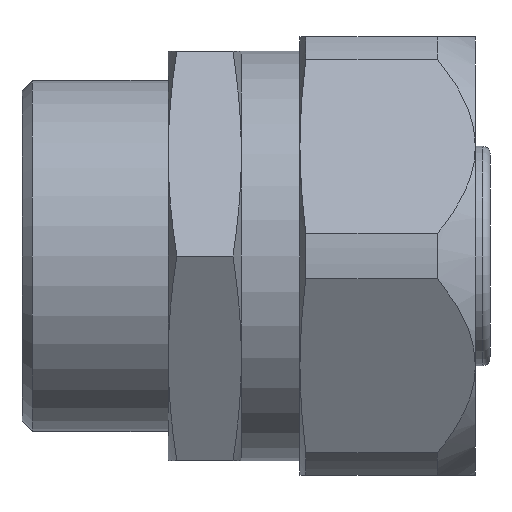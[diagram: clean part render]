
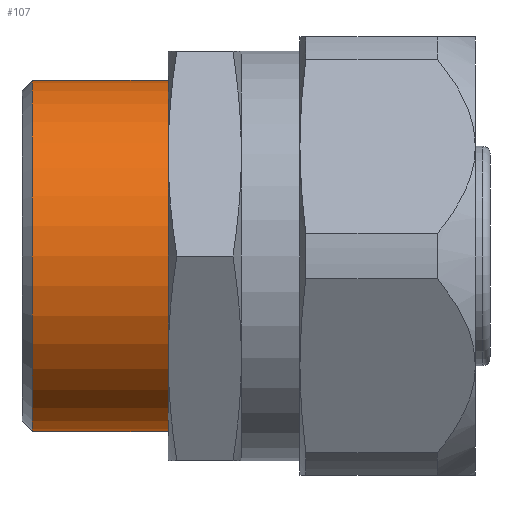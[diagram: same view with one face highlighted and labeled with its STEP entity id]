
A CAD part, front view. The second image highlights one B-rep face of the part: STEP entity #107.
In plain terms, the highlighted cylindrical face has radius 12 mm (diameter 24 mm), a full revolution.
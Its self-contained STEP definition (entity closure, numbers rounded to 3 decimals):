
#107 = ADVANCED_FACE( '', ( #258, #259 ), #260, .T. );
#258 = FACE_OUTER_BOUND( '', #459, .T. );
#259 = FACE_OUTER_BOUND( '', #460, .T. );
#260 = CYLINDRICAL_SURFACE( '', #461, 12. );
#459 = EDGE_LOOP( '', ( #704 ) );
#460 = EDGE_LOOP( '', ( #705 ) );
#461 = AXIS2_PLACEMENT_3D( '', #706, #707, #708 );
#704 = ORIENTED_EDGE( '', *, *, #1133, .F. );
#705 = ORIENTED_EDGE( '', *, *, #1097, .T. );
#706 = CARTESIAN_POINT( '', ( 32., 0., 0. ) );
#707 = DIRECTION( '', ( -1., 0., 0. ) );
#708 = DIRECTION( '', ( 0., 0., -1. ) );
#1097 = EDGE_CURVE( '', #1283, #1283, #1284, .T. );
#1133 = EDGE_CURVE( '', #1342, #1342, #1343, .T. );
#1283 = VERTEX_POINT( '', #1534 );
#1284 = CIRCLE( '', #1535, 12. );
#1342 = VERTEX_POINT( '', #1679 );
#1343 = CIRCLE( '', #1680, 12. );
#1534 = CARTESIAN_POINT( '', ( 0.707, 0., -12. ) );
#1535 = AXIS2_PLACEMENT_3D( '', #2101, #2102, #2103 );
#1679 = CARTESIAN_POINT( '', ( 10., 0., -12. ) );
#1680 = AXIS2_PLACEMENT_3D( '', #2128, #2129, #2130 );
#2101 = CARTESIAN_POINT( '', ( 0.707, 0., 0. ) );
#2102 = DIRECTION( '', ( 1., 0., 0. ) );
#2103 = DIRECTION( '', ( 0., 0., -1. ) );
#2128 = CARTESIAN_POINT( '', ( 10., 0., 0. ) );
#2129 = DIRECTION( '', ( 1., 0., 0. ) );
#2130 = DIRECTION( '', ( 0., 0., -1. ) );
